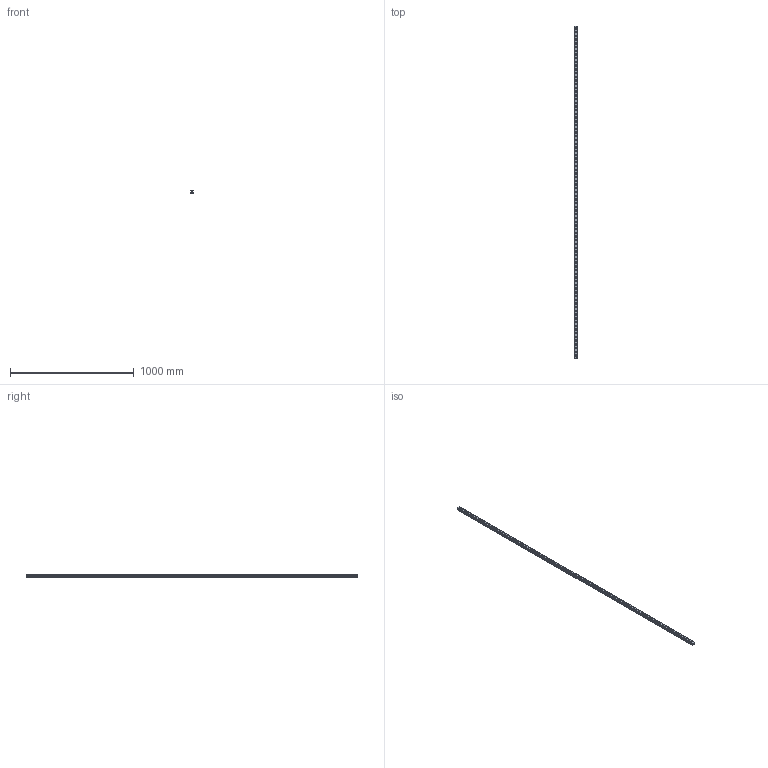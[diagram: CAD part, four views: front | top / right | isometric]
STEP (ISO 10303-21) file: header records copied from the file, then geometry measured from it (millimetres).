
FILE_DESCRIPTION(('STEP AP214'),'1');
FILE_NAME('cctmp_A95DC061-F25C-42F8-9F06-E0B80E3B850D_2021_03_11_10_14_05_0410..stp','2021-03-11T09:14:05',('HIWIN GmbH'),('CADClick - www.CADClick.com'),'Spatial InterOp 3D',' ','unknown authorization');
FILE_SCHEMA(('AUTOMOTIVE_DESIGN'));
Length unit declared in the file: millimetre
Products named in the file (1): RGR25R2680H_FILE
Bounding box: 23 x 2680 x 23.6 mm (x, y, z)
Volume: 1075172.5 mm3; surface area: 332422.2 mm2
Topology: 1 solids, 1 shells, 918 faces, 1935 edges, 1290 vertices
Faces by surface type: cylinder 552, plane 366
Entity records: 32491 total; most frequent: DIRECTION 4877, CARTESIAN_POINT 4144, ORIENTED_EDGE 3870, AXIS2_PLACEMENT_3D 2023, EDGE_CURVE 1935, VERTEX_POINT 1290, EDGE_LOOP 1189, CIRCLE 1104
